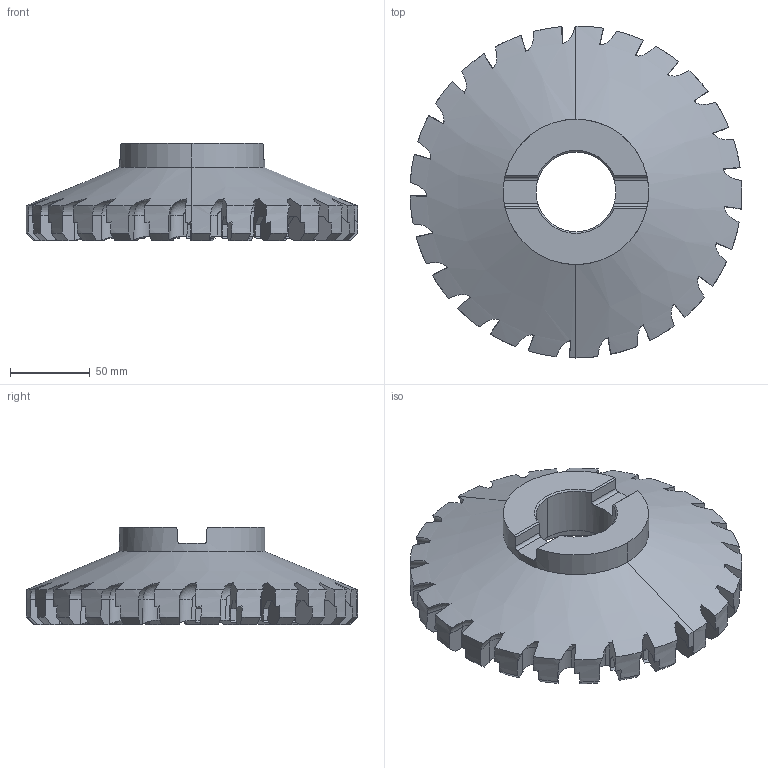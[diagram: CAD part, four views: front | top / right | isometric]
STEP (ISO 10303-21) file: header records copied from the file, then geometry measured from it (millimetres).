
FILE_DESCRIPTION(('no description'),'unknown implementation level');
FILE_NAME('solido2On0APf2TKZgEuZpsdC1_czuLM_1.STP',' ',('CIM GmbH Aachen'),('CADClick - KiM GmbH - www.kimweb.de'),'unknown preprocess','ACIS','unknown authorization');
FILE_SCHEMA(('automotive_design'));
Length unit declared in the file: millimetre
Products named in the file (1): 1
Bounding box: 207.77 x 207.79 x 60.78 mm (x, y, z)
Volume: 759718.7 mm3; surface area: 106404.7 mm2
Topology: 1 solids, 1 shells, 427 faces, 1240 edges, 815 vertices
Faces by surface type: plane 271, cylinder 96, cone 35, torus 25
Entity records: 29401 total; most frequent: CARTESIAN_POINT 4656, STYLED_ITEM 2483, PRESENTATION_STYLE_ASSIGNMENT 2483, COLOUR_RGB 2483, ORIENTED_EDGE 2480, DIRECTION 2285, EDGE_CURVE 1240, CURVE_STYLE 1240
